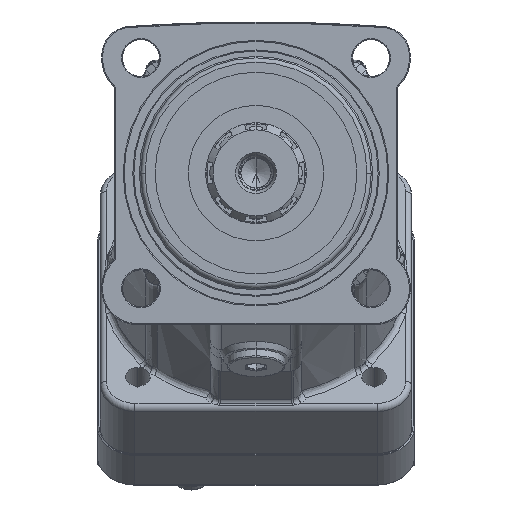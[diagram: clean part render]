
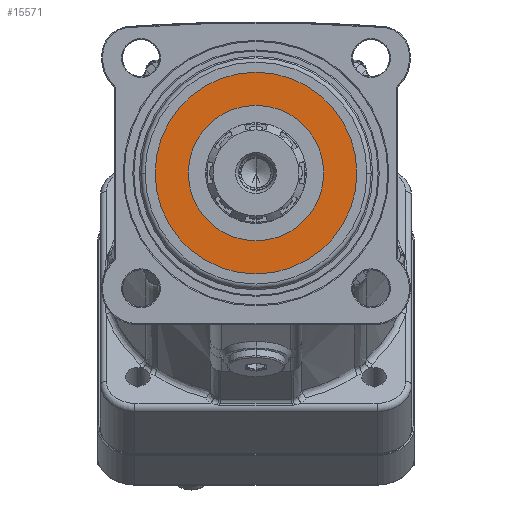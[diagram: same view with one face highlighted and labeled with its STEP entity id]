
A CAD part, top view. The second image highlights one B-rep face of the part: STEP entity #15571.
In plain terms, the highlighted planar face has unit normal (0, 0, 1).
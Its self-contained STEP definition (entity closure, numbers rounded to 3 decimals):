
#9031 = EDGE_CURVE ( 'NONE', #43980, #45265, #44474, .T. ) ;
#9679 = DIRECTION ( 'NONE',  ( 1., 0., 0. ) ) ;
#10335 = CARTESIAN_POINT ( 'NONE',  ( 35., 0., 7. ) ) ;
#15313 = EDGE_CURVE ( 'NONE', #24135, #36551, #37422, .T. ) ;
#15571 = ADVANCED_FACE ( 'NONE', ( #56845, #22925 ), #23527, .T. ) ;
#17398 = DIRECTION ( 'NONE',  ( 1., 0., 0. ) ) ;
#18701 = AXIS2_PLACEMENT_3D ( 'NONE', #43607, #38935, #9679 ) ;
#19405 = CARTESIAN_POINT ( 'NONE',  ( 23.5, 0., 7. ) ) ;
#19635 = CARTESIAN_POINT ( 'NONE',  ( -35., 0., 7. ) ) ;
#20775 = DIRECTION ( 'NONE',  ( 0., 0., -1. ) ) ;
#21251 = EDGE_LOOP ( 'NONE', ( #35691, #59343 ) ) ;
#22925 = FACE_BOUND ( 'NONE', #21251, .T. ) ;
#23527 = PLANE ( 'NONE',  #53329 ) ;
#23611 = AXIS2_PLACEMENT_3D ( 'NONE', #35205, #59137, #17398 ) ;
#23869 = EDGE_CURVE ( 'NONE', #45265, #43980, #37305, .T. ) ;
#24135 = VERTEX_POINT ( 'NONE', #10335 ) ;
#27661 = EDGE_LOOP ( 'NONE', ( #44367, #61561 ) ) ;
#29902 = EDGE_CURVE ( 'NONE', #36551, #24135, #59463, .T. ) ;
#30644 = DIRECTION ( 'NONE',  ( 1., 0., 0. ) ) ;
#35205 = CARTESIAN_POINT ( 'NONE',  ( 0., 0., 7. ) ) ;
#35691 = ORIENTED_EDGE ( 'NONE', *, *, #9031, .T. ) ;
#36551 = VERTEX_POINT ( 'NONE', #19635 ) ;
#37305 = CIRCLE ( 'NONE', #39436, 23.5 ) ;
#37422 = CIRCLE ( 'NONE', #45398, 35. ) ;
#38539 = CARTESIAN_POINT ( 'NONE',  ( 0., 0., 7. ) ) ;
#38935 = DIRECTION ( 'NONE',  ( 0., 0., -1. ) ) ;
#39436 = AXIS2_PLACEMENT_3D ( 'NONE', #45561, #55183, #30644 ) ;
#43607 = CARTESIAN_POINT ( 'NONE',  ( 0., 0., 7. ) ) ;
#43980 = VERTEX_POINT ( 'NONE', #19405 ) ;
#44367 = ORIENTED_EDGE ( 'NONE', *, *, #15313, .F. ) ;
#44474 = CIRCLE ( 'NONE', #23611, 23.5 ) ;
#45265 = VERTEX_POINT ( 'NONE', #53540 ) ;
#45398 = AXIS2_PLACEMENT_3D ( 'NONE', #38539, #20775, #57523 ) ;
#45561 = CARTESIAN_POINT ( 'NONE',  ( 0., 0., 7. ) ) ;
#46581 = DIRECTION ( 'NONE',  ( 0., 0., 1. ) ) ;
#52179 = CARTESIAN_POINT ( 'NONE',  ( 0., 0., 7. ) ) ;
#53329 = AXIS2_PLACEMENT_3D ( 'NONE', #52179, #46581, #60891 ) ;
#53540 = CARTESIAN_POINT ( 'NONE',  ( -23.5, 0., 7. ) ) ;
#55183 = DIRECTION ( 'NONE',  ( 0., 0., -1. ) ) ;
#56845 = FACE_OUTER_BOUND ( 'NONE', #27661, .T. ) ;
#57523 = DIRECTION ( 'NONE',  ( 1., 0., 0. ) ) ;
#59137 = DIRECTION ( 'NONE',  ( 0., 0., -1. ) ) ;
#59343 = ORIENTED_EDGE ( 'NONE', *, *, #23869, .T. ) ;
#59463 = CIRCLE ( 'NONE', #18701, 35. ) ;
#60891 = DIRECTION ( 'NONE',  ( 1., 0., 0. ) ) ;
#61561 = ORIENTED_EDGE ( 'NONE', *, *, #29902, .F. ) ;
